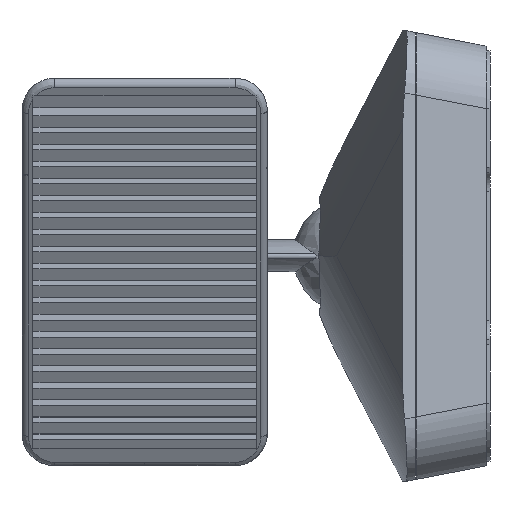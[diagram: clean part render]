
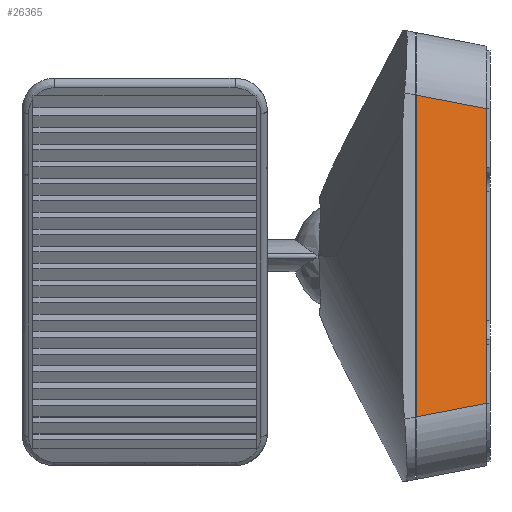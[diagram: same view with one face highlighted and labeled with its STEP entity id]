
A CAD part, left-side view. The second image highlights one B-rep face of the part: STEP entity #26365.
In plain terms, the highlighted planar face has unit normal (-0.966, -0.26, 0).
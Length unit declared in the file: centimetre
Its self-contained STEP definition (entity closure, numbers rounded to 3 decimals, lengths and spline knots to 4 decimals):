
#2269=FACE_OUTER_BOUND('',#3849,.T.);
#3849=EDGE_LOOP('',(#17959,#17960,#17961,#17962));
#5711=LINE('',#38414,#8483);
#5715=LINE('',#38442,#8487);
#5716=LINE('',#38444,#8488);
#5717=LINE('',#38445,#8489);
#8483=VECTOR('',#30559,1.1534);
#8487=VECTOR('',#30573,4.9845);
#8488=VECTOR('',#30574,4.5633);
#8489=VECTOR('',#30575,1.1534);
#11416=VERTEX_POINT('',#38412);
#11417=VERTEX_POINT('',#38413);
#11424=VERTEX_POINT('',#38441);
#11425=VERTEX_POINT('',#38443);
#14028=EDGE_CURVE('',#11416,#11417,#5711,.T.);
#14036=EDGE_CURVE('',#11416,#11424,#5715,.T.);
#14037=EDGE_CURVE('',#11417,#11425,#5716,.T.);
#14038=EDGE_CURVE('',#11425,#11424,#5717,.T.);
#17959=ORIENTED_EDGE('',*,*,#14036,.F.);
#17960=ORIENTED_EDGE('',*,*,#14028,.T.);
#17961=ORIENTED_EDGE('',*,*,#14037,.T.);
#17962=ORIENTED_EDGE('',*,*,#14038,.T.);
#25757=PLANE('',#27985);
#26365=ADVANCED_FACE('',(#2269),#25757,.F.);
#27985=AXIS2_PLACEMENT_3D('',#38440,#30571,#30572);
#30559=DIRECTION('',(0.256,-0.949,0.183));
#30571=DIRECTION('center_axis',(0.966,0.26,0.));
#30572=DIRECTION('ref_axis',(0.,0.,-1.));
#30573=DIRECTION('',(0.,0.,1.));
#30574=DIRECTION('',(0.,0.,1.));
#30575=DIRECTION('',(-0.256,0.949,0.183));
#38412=CARTESIAN_POINT('',(-4.1948,1.095,-2.4922));
#38413=CARTESIAN_POINT('',(-3.9,0.,-2.2817));
#38414=CARTESIAN_POINT('',(-4.1948,1.095,-2.4922));
#38440=CARTESIAN_POINT('Origin',(-4.25,1.3,-3.5));
#38441=CARTESIAN_POINT('',(-4.1948,1.095,2.4922));
#38442=CARTESIAN_POINT('',(-4.1948,1.095,-2.4922));
#38443=CARTESIAN_POINT('',(-3.9,0.,2.2817));
#38444=CARTESIAN_POINT('',(-3.9,0.,-2.2817));
#38445=CARTESIAN_POINT('',(-3.9,0.,2.2817));
